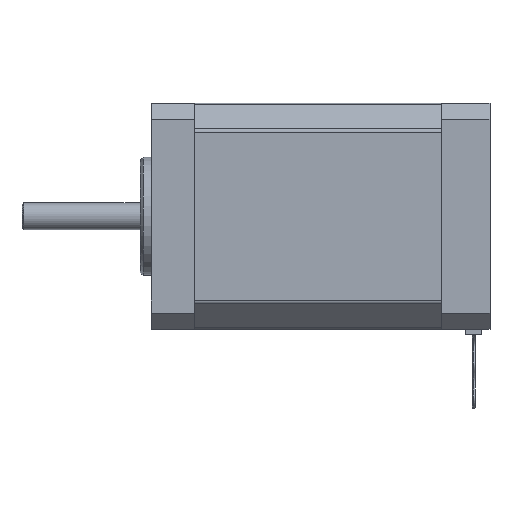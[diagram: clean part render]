
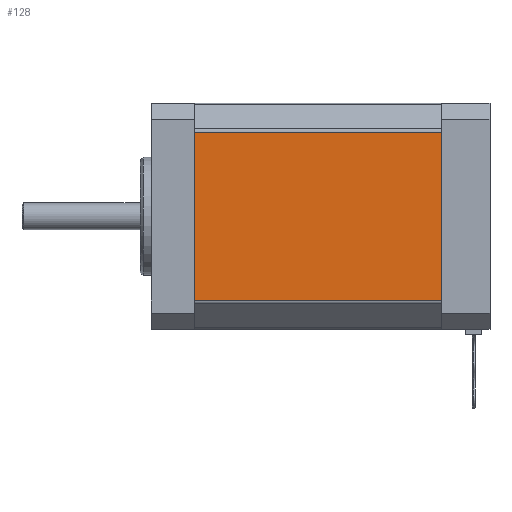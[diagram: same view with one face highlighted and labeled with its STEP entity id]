
A CAD part, front view. The second image highlights one B-rep face of the part: STEP entity #128.
In plain terms, the highlighted planar face has unit normal (0, -1, 0).
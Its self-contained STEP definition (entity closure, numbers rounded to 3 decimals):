
#36 = LINE ( 'NONE', #622, #5484 ) ;
#118 = FACE_OUTER_BOUND ( 'NONE', #3040, .T. ) ;
#128 = ADVANCED_FACE ( 'NONE', ( #118 ), #7765, .T. ) ;
#193 = CARTESIAN_POINT ( 'NONE',  ( -55., -21., 21. ) ) ;
#217 = DIRECTION ( 'NONE',  ( 0., 0., -1. ) ) ;
#333 = DIRECTION ( 'NONE',  ( 0., -1., 0. ) ) ;
#562 = VERTEX_POINT ( 'NONE', #4354 ) ;
#622 = CARTESIAN_POINT ( 'NONE',  ( -9., -21., 15.586 ) ) ;
#1369 = DIRECTION ( 'NONE',  ( 0., 0., 1. ) ) ;
#1671 = AXIS2_PLACEMENT_3D ( 'NONE', #7343, #333, #4729 ) ;
#1822 = EDGE_CURVE ( 'NONE', #5320, #562, #2678, .T. ) ;
#1830 = ORIENTED_EDGE ( 'NONE', *, *, #1822, .F. ) ;
#2678 = LINE ( 'NONE', #193, #6886 ) ;
#2721 = DIRECTION ( 'NONE',  ( 1., 0., 0. ) ) ;
#3040 = EDGE_LOOP ( 'NONE', ( #1830, #7314, #5751, #7811 ) ) ;
#3305 = VERTEX_POINT ( 'NONE', #4221 ) ;
#3761 = VECTOR ( 'NONE', #2721, 1000. ) ;
#4028 = EDGE_CURVE ( 'NONE', #7212, #3305, #4619, .T. ) ;
#4221 = CARTESIAN_POINT ( 'NONE',  ( -9., -21., -15.586 ) ) ;
#4249 = EDGE_CURVE ( 'NONE', #7212, #562, #36, .T. ) ;
#4354 = CARTESIAN_POINT ( 'NONE',  ( -55., -21., 15.586 ) ) ;
#4619 = LINE ( 'NONE', #5292, #4797 ) ;
#4729 = DIRECTION ( 'NONE',  ( 0., 0., -1. ) ) ;
#4767 = LINE ( 'NONE', #5362, #3761 ) ;
#4797 = VECTOR ( 'NONE', #217, 1000. ) ;
#5292 = CARTESIAN_POINT ( 'NONE',  ( -9., -21., 21. ) ) ;
#5320 = VERTEX_POINT ( 'NONE', #6273 ) ;
#5362 = CARTESIAN_POINT ( 'NONE',  ( -9., -21., -15.586 ) ) ;
#5484 = VECTOR ( 'NONE', #6417, 1000. ) ;
#5751 = ORIENTED_EDGE ( 'NONE', *, *, #4028, .F. ) ;
#6273 = CARTESIAN_POINT ( 'NONE',  ( -55., -21., -15.586 ) ) ;
#6417 = DIRECTION ( 'NONE',  ( -1., 0., 0. ) ) ;
#6886 = VECTOR ( 'NONE', #1369, 1000. ) ;
#7212 = VERTEX_POINT ( 'NONE', #7761 ) ;
#7314 = ORIENTED_EDGE ( 'NONE', *, *, #7393, .T. ) ;
#7343 = CARTESIAN_POINT ( 'NONE',  ( -9., -21., 21. ) ) ;
#7393 = EDGE_CURVE ( 'NONE', #5320, #3305, #4767, .T. ) ;
#7761 = CARTESIAN_POINT ( 'NONE',  ( -9., -21., 15.586 ) ) ;
#7765 = PLANE ( 'NONE',  #1671 ) ;
#7811 = ORIENTED_EDGE ( 'NONE', *, *, #4249, .T. ) ;
